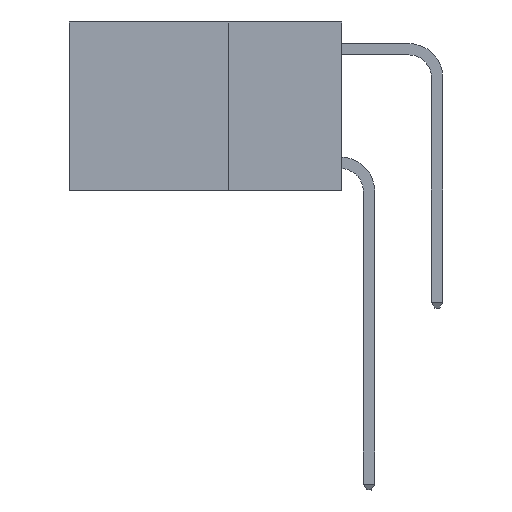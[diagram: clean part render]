
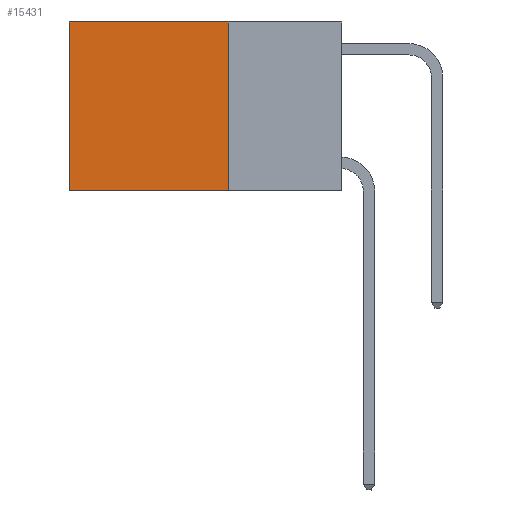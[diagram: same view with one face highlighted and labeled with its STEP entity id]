
A CAD part, left-side view. The second image highlights one B-rep face of the part: STEP entity #15431.
In plain terms, the highlighted planar face has unit normal (-1, 0, 0).
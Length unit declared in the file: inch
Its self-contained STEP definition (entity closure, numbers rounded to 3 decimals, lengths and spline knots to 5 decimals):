
#268 = CARTESIAN_POINT ( 'NONE',  ( 0.2625, 0.25, -0.37 ) ) ;
#466 = CARTESIAN_POINT ( 'NONE',  ( 0.2625, 0.6, 0. ) ) ;
#499 = VERTEX_POINT ( 'NONE', #3126 ) ;
#1419 = AXIS2_PLACEMENT_3D ( 'NONE', #15294, #2400, #11470 ) ;
#2400 = DIRECTION ( 'NONE',  ( 1., 0., 0. ) ) ;
#2584 = ORIENTED_EDGE ( 'NONE', *, *, #10820, .T. ) ;
#3126 = CARTESIAN_POINT ( 'NONE',  ( 0.2625, 0.25, 0. ) ) ;
#4136 = CARTESIAN_POINT ( 'NONE',  ( 0.2625, 0.6, -0.37 ) ) ;
#4271 = ORIENTED_EDGE ( 'NONE', *, *, #13825, .T. ) ;
#4427 = DIRECTION ( 'NONE',  ( 0., 0., -1. ) ) ;
#4592 = LINE ( 'NONE', #466, #7173 ) ;
#5251 = FACE_OUTER_BOUND ( 'NONE', #6275, .T. ) ;
#5626 = VERTEX_POINT ( 'NONE', #268 ) ;
#6053 = LINE ( 'NONE', #6752, #9060 ) ;
#6275 = EDGE_LOOP ( 'NONE', ( #2584, #12712, #13698, #4271 ) ) ;
#6495 = LINE ( 'NONE', #7041, #9535 ) ;
#6752 = CARTESIAN_POINT ( 'NONE',  ( 0.2625, 0.25, 0. ) ) ;
#7041 = CARTESIAN_POINT ( 'NONE',  ( 0.2625, 0.25, -0.37 ) ) ;
#7133 = DIRECTION ( 'NONE',  ( 0., 1., 0. ) ) ;
#7173 = VECTOR ( 'NONE', #4427, 39.37008 ) ;
#9060 = VECTOR ( 'NONE', #13329, 39.37008 ) ;
#9142 = EDGE_CURVE ( 'NONE', #499, #5626, #6053, .T. ) ;
#9535 = VECTOR ( 'NONE', #14864, 39.37008 ) ;
#9651 = VERTEX_POINT ( 'NONE', #4136 ) ;
#10820 = EDGE_CURVE ( 'NONE', #14997, #9651, #4592, .T. ) ;
#11414 = PLANE ( 'NONE',  #1419 ) ;
#11415 = LINE ( 'NONE', #15010, #14876 ) ;
#11470 = DIRECTION ( 'NONE',  ( 0., 0., -1. ) ) ;
#12712 = ORIENTED_EDGE ( 'NONE', *, *, #13722, .F. ) ;
#13329 = DIRECTION ( 'NONE',  ( 0., 0., -1. ) ) ;
#13698 = ORIENTED_EDGE ( 'NONE', *, *, #9142, .F. ) ;
#13722 = EDGE_CURVE ( 'NONE', #5626, #9651, #6495, .T. ) ;
#13825 = EDGE_CURVE ( 'NONE', #499, #14997, #11415, .T. ) ;
#14728 = CARTESIAN_POINT ( 'NONE',  ( 0.2625, 0.6, 0. ) ) ;
#14864 = DIRECTION ( 'NONE',  ( 0., 1., 0. ) ) ;
#14876 = VECTOR ( 'NONE', #7133, 39.37008 ) ;
#14997 = VERTEX_POINT ( 'NONE', #14728 ) ;
#15010 = CARTESIAN_POINT ( 'NONE',  ( 0.2625, 0.25, 0. ) ) ;
#15294 = CARTESIAN_POINT ( 'NONE',  ( 0.2625, 0.25, 0. ) ) ;
#15431 = ADVANCED_FACE ( 'NONE', ( #5251 ), #11414, .F. ) ;
